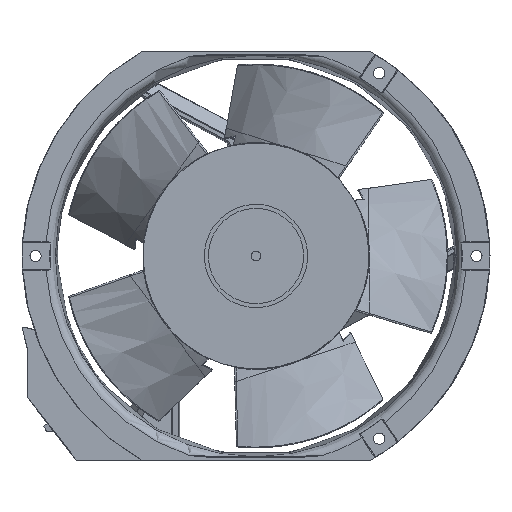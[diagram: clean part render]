
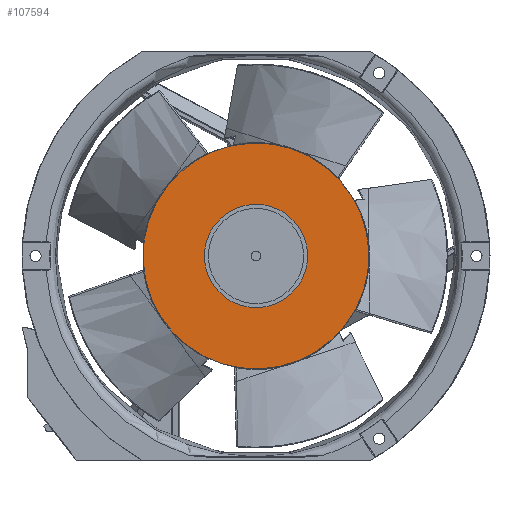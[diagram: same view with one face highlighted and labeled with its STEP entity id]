
A CAD part, front view. The second image highlights one B-rep face of the part: STEP entity #107594.
In plain terms, the highlighted face is planar.
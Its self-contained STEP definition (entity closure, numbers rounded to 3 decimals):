
#1063=FACE_BOUND('',#32191,.T.);
#3503=PLANE('',#115058);
#25244=FACE_OUTER_BOUND('',#32190,.T.);
#32190=EDGE_LOOP('',(#98357));
#32191=EDGE_LOOP('',(#98358));
#35457=CIRCLE('',#114846,41.5);
#35631=CIRCLE('',#115055,19.);
#50575=VERTEX_POINT('',#230300);
#50848=VERTEX_POINT('',#236919);
#66238=EDGE_CURVE('',#50575,#50575,#35457,.T.);
#66701=EDGE_CURVE('',#50848,#50848,#35631,.T.);
#98357=ORIENTED_EDGE('',*,*,#66238,.T.);
#98358=ORIENTED_EDGE('',*,*,#66701,.T.);
#107594=ADVANCED_FACE('',(#25244,#1063),#3503,.T.);
#114846=AXIS2_PLACEMENT_3D('',#230302,#136182,#136183);
#115055=AXIS2_PLACEMENT_3D('',#236920,#136603,#136604);
#115058=AXIS2_PLACEMENT_3D('',#236925,#136610,#136611);
#136182=DIRECTION('center_axis',(0.,0.,1.));
#136183=DIRECTION('ref_axis',(-1.,0.,0.));
#136603=DIRECTION('center_axis',(0.,0.,-1.));
#136604=DIRECTION('ref_axis',(-1.,0.,0.));
#136610=DIRECTION('center_axis',(0.,0.,1.));
#136611=DIRECTION('ref_axis',(1.,0.,0.));
#230300=CARTESIAN_POINT('',(41.5,0.,27.5));
#230302=CARTESIAN_POINT('Origin',(0.,0.,27.5));
#236919=CARTESIAN_POINT('',(19.,0.,27.5));
#236920=CARTESIAN_POINT('Origin',(0.,0.,27.5));
#236925=CARTESIAN_POINT('Origin',(0.,0.,27.5));
